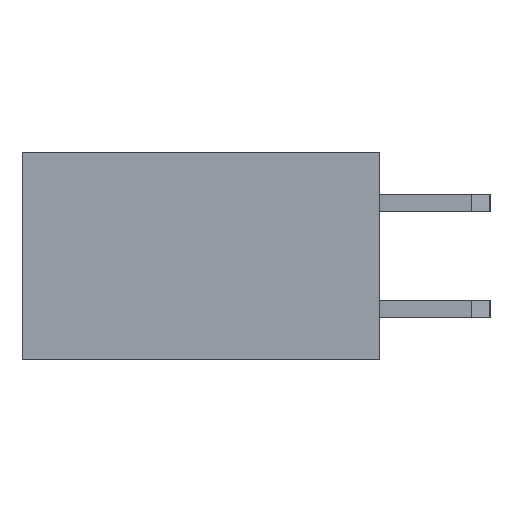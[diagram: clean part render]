
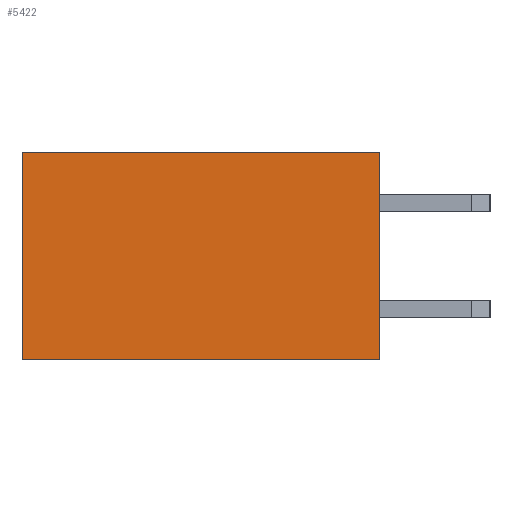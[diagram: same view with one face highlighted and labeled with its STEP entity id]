
A CAD part, left-side view. The second image highlights one B-rep face of the part: STEP entity #5422.
In plain terms, the highlighted planar face has unit normal (-1, 0, 0).
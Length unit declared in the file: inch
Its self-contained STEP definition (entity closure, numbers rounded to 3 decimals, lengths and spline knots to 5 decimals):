
#1227=ORIENTED_EDGE('',*,*,#2220,.T.);
#1228=ORIENTED_EDGE('',*,*,#1939,.F.);
#1229=ORIENTED_EDGE('',*,*,#2241,.F.);
#1230=ORIENTED_EDGE('',*,*,#1931,.T.);
#1931=EDGE_CURVE('',#2552,#2551,#3171,.T.);
#1939=EDGE_CURVE('',#2559,#2560,#3179,.T.);
#2220=EDGE_CURVE('',#2551,#2560,#3460,.T.);
#2241=EDGE_CURVE('',#2552,#2559,#3481,.T.);
#2551=VERTEX_POINT('',#7898);
#2552=VERTEX_POINT('',#7900);
#2559=VERTEX_POINT('',#7915);
#2560=VERTEX_POINT('',#7917);
#3171=LINE('',#7899,#3915);
#3179=LINE('',#7916,#3923);
#3460=LINE('',#8477,#4204);
#3481=LINE('',#8509,#4225);
#3915=VECTOR('',#6465,39.37008);
#3923=VECTOR('',#6475,39.37008);
#4204=VECTOR('',#6918,39.37008);
#4225=VECTOR('',#6961,39.37008);
#4506=EDGE_LOOP('',(#1227,#1228,#1229,#1230));
#4838=FACE_BOUND('',#4506,.T.);
#5150=PLANE('',#5721);
#5422=ADVANCED_FACE('',(#4838),#5150,.F.);
#5721=AXIS2_PLACEMENT_3D('',#8508,#6959,#6960);
#6465=DIRECTION('',(0.,-1.,0.));
#6475=DIRECTION('',(0.,-1.,0.));
#6918=DIRECTION('',(0.,0.,1.));
#6959=DIRECTION('',(1.,0.,0.));
#6960=DIRECTION('',(0.,0.,-1.));
#6961=DIRECTION('',(0.,0.,1.));
#7898=CARTESIAN_POINT('',(-0.51,0.,-0.0975));
#7899=CARTESIAN_POINT('',(-0.51,0.335,-0.0975));
#7900=CARTESIAN_POINT('',(-0.51,0.335,-0.0975));
#7915=CARTESIAN_POINT('',(-0.51,0.335,0.0975));
#7916=CARTESIAN_POINT('',(-0.51,0.335,0.0975));
#7917=CARTESIAN_POINT('',(-0.51,0.,0.0975));
#8477=CARTESIAN_POINT('',(-0.51,0.,-0.0975));
#8508=CARTESIAN_POINT('',(-0.51,0.335,-0.0975));
#8509=CARTESIAN_POINT('',(-0.51,0.335,-0.0975));
